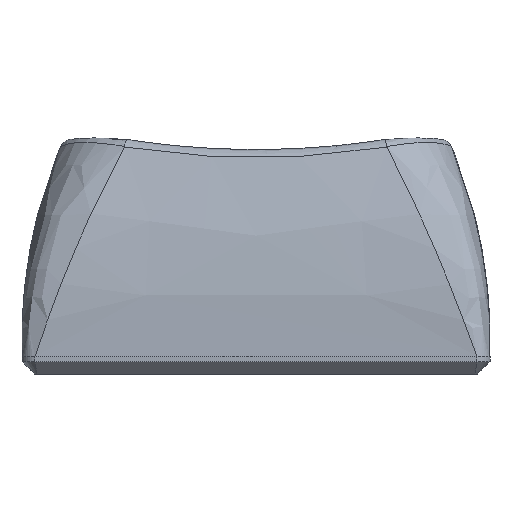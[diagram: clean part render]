
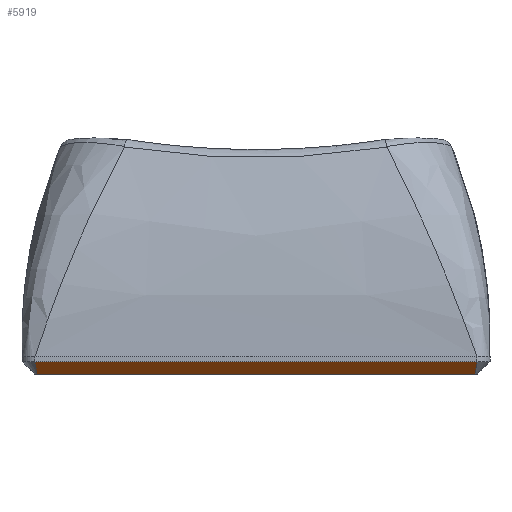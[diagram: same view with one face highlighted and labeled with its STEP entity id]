
A CAD part, front view. The second image highlights one B-rep face of the part: STEP entity #5919.
In plain terms, the highlighted planar face has unit normal (0, -0.707, -0.707).
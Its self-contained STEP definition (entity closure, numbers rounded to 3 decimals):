
#720 = PLANE('',#721);
#721 = AXIS2_PLACEMENT_3D('',#722,#723,#724);
#722 = CARTESIAN_POINT('',(-8.5,-9.,0.672));
#723 = DIRECTION('',(0.,-1.,0.));
#724 = DIRECTION('',(1.,0.,0.));
#1973 = VERTEX_POINT('',#1974);
#1974 = CARTESIAN_POINT('',(-8.5,-9.,0.48));
#2000 = EDGE_CURVE('',#1973,#2001,#2003,.T.);
#2001 = VERTEX_POINT('',#2002);
#2002 = CARTESIAN_POINT('',(8.5,-9.,0.48));
#2003 = SURFACE_CURVE('',#2004,(#2008,#2015),.PCURVE_S1.);
#2004 = LINE('',#2005,#2006);
#2005 = CARTESIAN_POINT('',(-8.5,-9.,0.48));
#2006 = VECTOR('',#2007,1.);
#2007 = DIRECTION('',(1.,0.,0.));
#2008 = PCURVE('',#720,#2009);
#2009 = DEFINITIONAL_REPRESENTATION('',(#2010),#2014);
#2010 = LINE('',#2011,#2012);
#2011 = CARTESIAN_POINT('',(0.,-0.192));
#2012 = VECTOR('',#2013,1.);
#2013 = DIRECTION('',(1.,0.));
#2014 = ( GEOMETRIC_REPRESENTATION_CONTEXT(2) 
PARAMETRIC_REPRESENTATION_CONTEXT() REPRESENTATION_CONTEXT('2D SPACE',''
  ) );
#2015 = PCURVE('',#2016,#2021);
#2016 = PLANE('',#2017);
#2017 = AXIS2_PLACEMENT_3D('',#2018,#2019,#2020);
#2018 = CARTESIAN_POINT('',(-8.5,-8.76,0.24));
#2019 = DIRECTION('',(0.,0.707,0.707)
  );
#2020 = DIRECTION('',(1.,0.,0.));
#2021 = DEFINITIONAL_REPRESENTATION('',(#2022),#2026);
#2022 = LINE('',#2023,#2024);
#2023 = CARTESIAN_POINT('',(0.,-0.339));
#2024 = VECTOR('',#2025,1.);
#2025 = DIRECTION('',(1.,0.));
#2026 = ( GEOMETRIC_REPRESENTATION_CONTEXT(2) 
PARAMETRIC_REPRESENTATION_CONTEXT() REPRESENTATION_CONTEXT('2D SPACE',''
  ) );
#3188 = CONICAL_SURFACE('',#3189,0.7,0.785);
#3189 = AXIS2_PLACEMENT_3D('',#3190,#3191,#3192);
#3190 = CARTESIAN_POINT('',(8.323,-8.323,0.48));
#3191 = DIRECTION('',(-0.,-0.,1.));
#3192 = DIRECTION('',(0.967,-0.253,0.));
#5919 = ADVANCED_FACE('',(#5920),#2016,.F.);
#5920 = FACE_BOUND('',#5921,.F.);
#5921 = EDGE_LOOP('',(#5922,#5957,#5958,#5988));
#5922 = ORIENTED_EDGE('',*,*,#5923,.F.);
#5923 = EDGE_CURVE('',#1973,#5924,#5926,.T.);
#5924 = VERTEX_POINT('',#5925);
#5925 = CARTESIAN_POINT('',(-8.42,-8.52,0.));
#5926 = SURFACE_CURVE('',#5927,(#5932,#5939),.PCURVE_S1.);
#5927 = PARABOLA('',#5928,0.008);
#5928 = AXIS2_PLACEMENT_3D('',#5929,#5930,#5931);
#5929 = CARTESIAN_POINT('',(-8.323,-8.311,
    -0.209));
#5930 = DIRECTION('',(0.,0.707,0.707)
  );
#5931 = DIRECTION('',(0.,-0.707,0.707)
  );
#5932 = PCURVE('',#2016,#5933);
#5933 = DEFINITIONAL_REPRESENTATION('',(#5934),#5938);
#5934 = B_SPLINE_CURVE_WITH_KNOTS('',2,(#5935,#5936,#5937),
  .UNSPECIFIED.,.F.,.F.,(3,3),(-0.177,-0.098),
  .PIECEWISE_BEZIER_KNOTS.);
#5935 = CARTESIAN_POINT('',(0.,-0.339));
#5936 = CARTESIAN_POINT('',(0.04,0.098));
#5937 = CARTESIAN_POINT('',(0.08,0.339));
#5938 = ( GEOMETRIC_REPRESENTATION_CONTEXT(2) 
PARAMETRIC_REPRESENTATION_CONTEXT() REPRESENTATION_CONTEXT('2D SPACE',''
  ) );
#5939 = PCURVE('',#5940,#5945);
#5940 = CONICAL_SURFACE('',#5941,0.7,0.785);
#5941 = AXIS2_PLACEMENT_3D('',#5942,#5943,#5944);
#5942 = CARTESIAN_POINT('',(-8.323,-8.323,0.48));
#5943 = DIRECTION('',(-0.,-0.,1.));
#5944 = DIRECTION('',(-0.253,-0.967,-0.));
#5945 = DEFINITIONAL_REPRESENTATION('',(#5946),#5956);
#5946 = B_SPLINE_CURVE_WITH_KNOTS('',8,(#5947,#5948,#5949,#5950,#5951,
    #5952,#5953,#5954,#5955),.UNSPECIFIED.,.F.,.F.,(9,9),(
    -0.177,-0.098),.PIECEWISE_BEZIER_KNOTS.);
#5947 = CARTESIAN_POINT('',(0.,0.));
#5948 = CARTESIAN_POINT('',(-0.014,-0.077));
#5949 = CARTESIAN_POINT('',(-0.03,-0.15));
#5950 = CARTESIAN_POINT('',(-0.048,-0.217));
#5951 = CARTESIAN_POINT('',(-0.069,-0.28));
#5952 = CARTESIAN_POINT('',(-0.094,-0.337));
#5953 = CARTESIAN_POINT('',(-0.123,-0.39));
#5954 = CARTESIAN_POINT('',(-0.158,-0.437));
#5955 = CARTESIAN_POINT('',(-0.203,-0.48));
#5956 = ( GEOMETRIC_REPRESENTATION_CONTEXT(2) 
PARAMETRIC_REPRESENTATION_CONTEXT() REPRESENTATION_CONTEXT('2D SPACE',''
  ) );
#5957 = ORIENTED_EDGE('',*,*,#2000,.T.);
#5958 = ORIENTED_EDGE('',*,*,#5959,.T.);
#5959 = EDGE_CURVE('',#2001,#5960,#5962,.T.);
#5960 = VERTEX_POINT('',#5961);
#5961 = CARTESIAN_POINT('',(8.42,-8.52,0.));
#5962 = SURFACE_CURVE('',#5963,(#5968,#5975),.PCURVE_S1.);
#5963 = PARABOLA('',#5964,0.008);
#5964 = AXIS2_PLACEMENT_3D('',#5965,#5966,#5967);
#5965 = CARTESIAN_POINT('',(8.323,-8.311,
    -0.209));
#5966 = DIRECTION('',(0.,-0.707,-0.707
    ));
#5967 = DIRECTION('',(0.,-0.707,0.707)
  );
#5968 = PCURVE('',#2016,#5969);
#5969 = DEFINITIONAL_REPRESENTATION('',(#5970),#5974);
#5970 = B_SPLINE_CURVE_WITH_KNOTS('',2,(#5971,#5972,#5973),
  .UNSPECIFIED.,.F.,.F.,(3,3),(-0.177,-0.098),
  .PIECEWISE_BEZIER_KNOTS.);
#5971 = CARTESIAN_POINT('',(17.,-0.339));
#5972 = CARTESIAN_POINT('',(16.96,0.098));
#5973 = CARTESIAN_POINT('',(16.92,0.339));
#5974 = ( GEOMETRIC_REPRESENTATION_CONTEXT(2) 
PARAMETRIC_REPRESENTATION_CONTEXT() REPRESENTATION_CONTEXT('2D SPACE',''
  ) );
#5975 = PCURVE('',#3188,#5976);
#5976 = DEFINITIONAL_REPRESENTATION('',(#5977),#5987);
#5977 = B_SPLINE_CURVE_WITH_KNOTS('',8,(#5978,#5979,#5980,#5981,#5982,
    #5983,#5984,#5985,#5986),.UNSPECIFIED.,.F.,.F.,(9,9),(
    -0.177,-0.098),.PIECEWISE_BEZIER_KNOTS.);
#5978 = CARTESIAN_POINT('',(-1.059,0.));
#5979 = CARTESIAN_POINT('',(-1.045,-0.077));
#5980 = CARTESIAN_POINT('',(-1.029,-0.15));
#5981 = CARTESIAN_POINT('',(-1.01,-0.217));
#5982 = CARTESIAN_POINT('',(-0.99,-0.28));
#5983 = CARTESIAN_POINT('',(-0.965,-0.337));
#5984 = CARTESIAN_POINT('',(-0.936,-0.39));
#5985 = CARTESIAN_POINT('',(-0.901,-0.437));
#5986 = CARTESIAN_POINT('',(-0.856,-0.48));
#5987 = ( GEOMETRIC_REPRESENTATION_CONTEXT(2) 
PARAMETRIC_REPRESENTATION_CONTEXT() REPRESENTATION_CONTEXT('2D SPACE',''
  ) );
#5988 = ORIENTED_EDGE('',*,*,#5989,.F.);
#5989 = EDGE_CURVE('',#5924,#5960,#5990,.T.);
#5990 = SURFACE_CURVE('',#5991,(#5995,#6002),.PCURVE_S1.);
#5991 = LINE('',#5992,#5993);
#5992 = CARTESIAN_POINT('',(-8.5,-8.52,0.));
#5993 = VECTOR('',#5994,1.);
#5994 = DIRECTION('',(1.,0.,0.));
#5995 = PCURVE('',#2016,#5996);
#5996 = DEFINITIONAL_REPRESENTATION('',(#5997),#6001);
#5997 = LINE('',#5998,#5999);
#5998 = CARTESIAN_POINT('',(0.,0.339));
#5999 = VECTOR('',#6000,1.);
#6000 = DIRECTION('',(1.,0.));
#6001 = ( GEOMETRIC_REPRESENTATION_CONTEXT(2) 
PARAMETRIC_REPRESENTATION_CONTEXT() REPRESENTATION_CONTEXT('2D SPACE',''
  ) );
#6002 = PCURVE('',#6003,#6008);
#6003 = PLANE('',#6004);
#6004 = AXIS2_PLACEMENT_3D('',#6005,#6006,#6007);
#6005 = CARTESIAN_POINT('',(8.5,9.,0.));
#6006 = DIRECTION('',(0.,0.,-1.));
#6007 = DIRECTION('',(-1.,0.,0.));
#6008 = DEFINITIONAL_REPRESENTATION('',(#6009),#6013);
#6009 = LINE('',#6010,#6011);
#6010 = CARTESIAN_POINT('',(17.,-17.52));
#6011 = VECTOR('',#6012,1.);
#6012 = DIRECTION('',(-1.,0.));
#6013 = ( GEOMETRIC_REPRESENTATION_CONTEXT(2) 
PARAMETRIC_REPRESENTATION_CONTEXT() REPRESENTATION_CONTEXT('2D SPACE',''
  ) );
